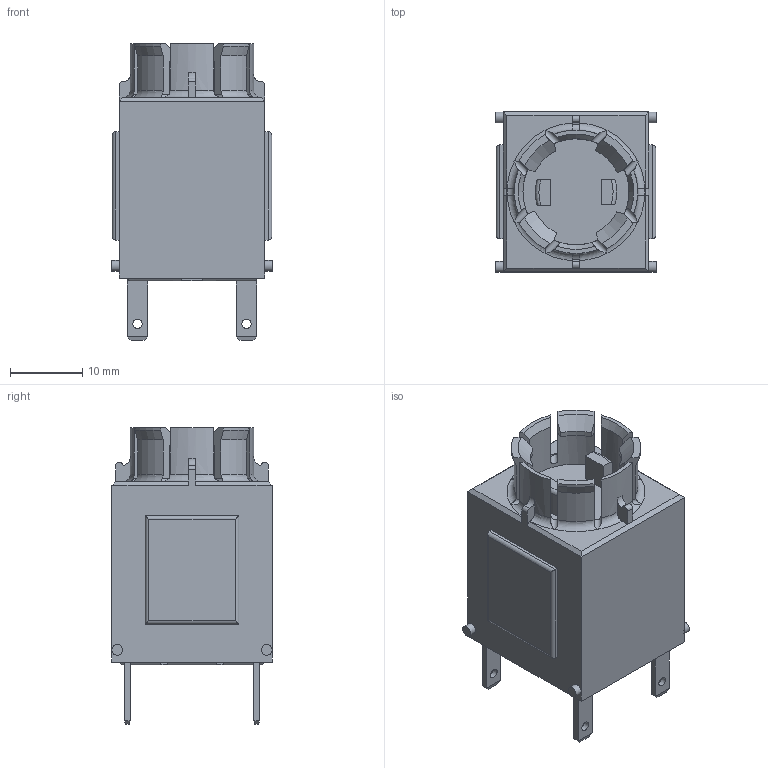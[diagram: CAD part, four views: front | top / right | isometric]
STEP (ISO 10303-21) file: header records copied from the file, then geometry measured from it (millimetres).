
FILE_DESCRIPTION(/* description */ (''),/* implementation_level */ '2;1');
FILE_NAME(/* name */ 'AZOO_ipt.stp',/* time_stamp */ '2015-09-21T10:33:59+02:00',/* author */ ('mharscher'),/* organization */ (''),/* preprocessor_version */ 'ST-DEVELOPER v15.2',/* originating_system */ 'Autodesk Inventor 2014',/* authorisation */ '');
FILE_SCHEMA (('CONFIG_CONTROL_DESIGN'));
Length unit declared in the file: millimetre
Products named in the file (1): azoo
Bounding box: 22.2 x 22.2 x 41.15 mm (x, y, z)
Volume: 12165.1 mm3; surface area: 4309.2 mm2
Topology: 1 solids, 1 shells, 991 faces, 2836 edges, 1876 vertices
Faces by surface type: plane 894, cylinder 61, torus 22, cone 12, bspline 2
Full cylindrical faces by diameter (mm): 1.3 x4, 1.5 x4, 14.7 x1
Entity records: 32561 total; most frequent: CARTESIAN_POINT 6846, ORIENTED_EDGE 5644, DIRECTION 4819, EDGE_CURVE 2822, LINE 2557, VECTOR 2557, VERTEX_POINT 1871, AXIS2_PLACEMENT_3D 1131
